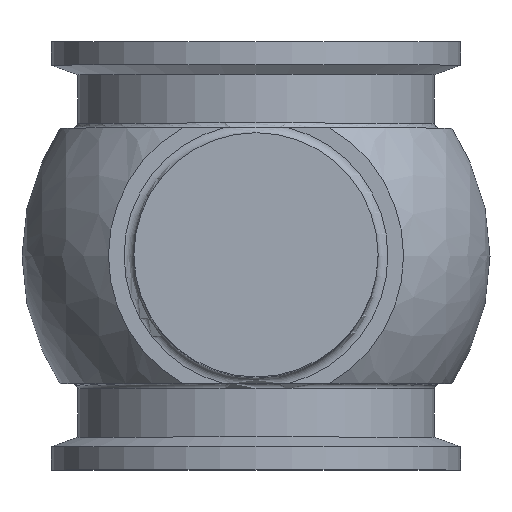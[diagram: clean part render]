
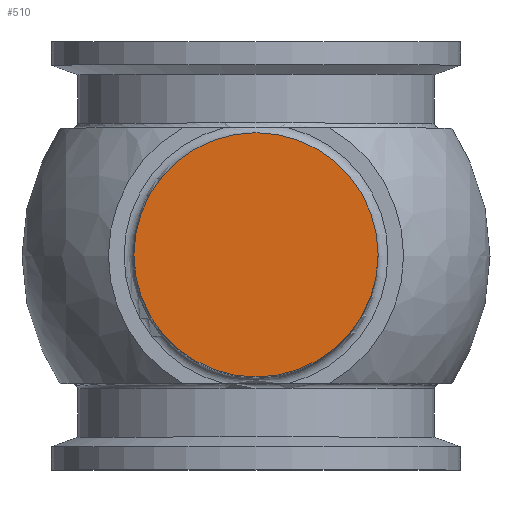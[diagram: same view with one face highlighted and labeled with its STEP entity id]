
A CAD part, top view. The second image highlights one B-rep face of the part: STEP entity #510.
In plain terms, the highlighted planar face has unit normal (0, 0, 1).
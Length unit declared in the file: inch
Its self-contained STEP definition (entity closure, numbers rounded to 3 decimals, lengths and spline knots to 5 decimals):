
#28=PLANE('',#606);
#74=FACE_OUTER_BOUND('',#100,.T.);
#100=EDGE_LOOP('',(#477,#478));
#133=CIRCLE('',#532,0.75);
#136=CIRCLE('',#535,0.75);
#183=VERTEX_POINT('',#779);
#184=VERTEX_POINT('',#780);
#239=EDGE_CURVE('',#183,#184,#133,.T.);
#243=EDGE_CURVE('',#184,#183,#136,.T.);
#477=ORIENTED_EDGE('',*,*,#239,.F.);
#478=ORIENTED_EDGE('',*,*,#243,.F.);
#510=ADVANCED_FACE('',(#74),#28,.T.);
#532=AXIS2_PLACEMENT_3D('',#781,#611,#612);
#535=AXIS2_PLACEMENT_3D('',#787,#618,#619);
#606=AXIS2_PLACEMENT_3D('',#1049,#775,#776);
#611=DIRECTION('center_axis',(0.,0.,-1.));
#612=DIRECTION('ref_axis',(1.,0.,0.));
#618=DIRECTION('center_axis',(0.,0.,-1.));
#619=DIRECTION('ref_axis',(1.,0.,0.));
#775=DIRECTION('center_axis',(0.,0.,1.));
#776=DIRECTION('ref_axis',(1.,0.,0.));
#779=CARTESIAN_POINT('',(0.75,0.,4.015));
#780=CARTESIAN_POINT('',(-0.75,0.,4.015));
#781=CARTESIAN_POINT('Origin',(0.,0.,4.015));
#787=CARTESIAN_POINT('Origin',(0.,0.,4.015));
#1049=CARTESIAN_POINT('Origin',(-3.39902,-6.38447,4.015));
